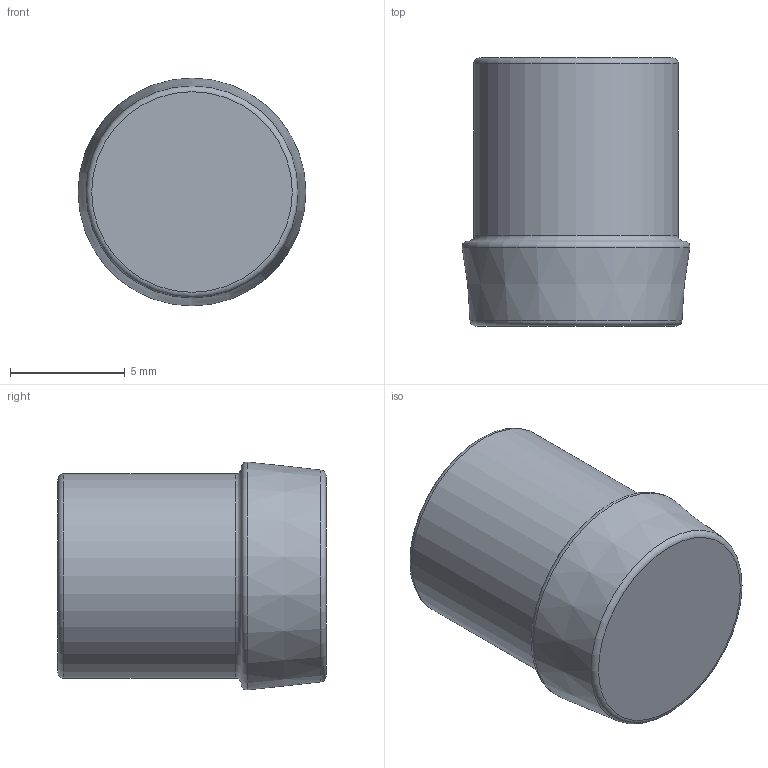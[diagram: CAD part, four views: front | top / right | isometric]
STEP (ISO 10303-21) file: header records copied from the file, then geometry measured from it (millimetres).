
FILE_DESCRIPTION(/* description */ (''),/* implementation_level */ '2;1');
FILE_NAME(/* name */ '20021-016_payload-rod-cap.step',/* time_stamp */ '2020-02-13T16:02:17-07:00',/* author */ (''),/* organization */ (''),/* preprocessor_version */ 'ST-DEVELOPER v18',/* originating_system */ 'Autodesk Translation Framework v8.12.0.6',/* authorisation */ '');
FILE_SCHEMA (('AUTOMOTIVE_DESIGN { 1 0 10303 214 3 1 1 }'));
Length unit declared in the file: millimetre
Products named in the file (1): 20021-016_payload-rod-cap
Bounding box: 9.94 x 11.7 x 9.94 mm (x, y, z)
Volume: 766 mm3; surface area: 468.4 mm2
Topology: 1 solids, 1 shells, 9 faces, 22 edges, 16 vertices
Faces by surface type: torus 4, plane 3, cylinder 1, cone 1
Full cylindrical faces by diameter (mm): 8.91 x1
Entity records: 328 total; most frequent: DIRECTION 62, CARTESIAN_POINT 48, ORIENTED_EDGE 44, AXIS2_PLACEMENT_3D 30, EDGE_CURVE 22, CIRCLE 20, VERTEX_POINT 16, EDGE_LOOP 10
